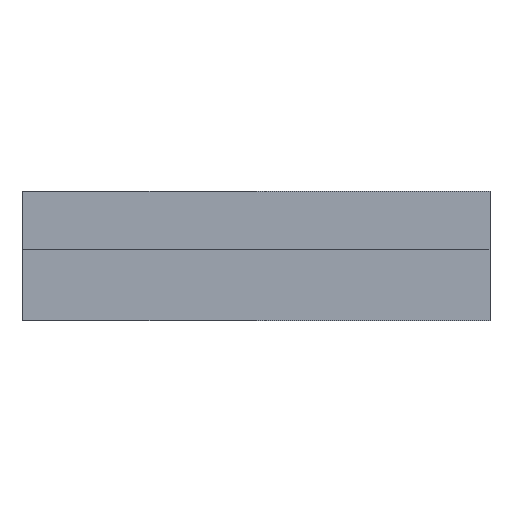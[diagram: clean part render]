
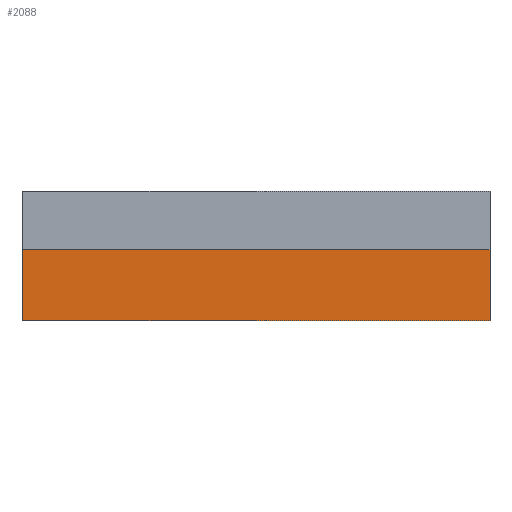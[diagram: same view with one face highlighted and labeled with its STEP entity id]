
A CAD part, front view. The second image highlights one B-rep face of the part: STEP entity #2088.
In plain terms, the highlighted planar face has unit normal (0, -1, 0).
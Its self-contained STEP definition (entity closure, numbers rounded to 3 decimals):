
#1893=CARTESIAN_POINT('',(-0.5,-0.5,8.));
#1894=VERTEX_POINT('',#1893);
#1901=CARTESIAN_POINT('',(55.5,-0.5,8.));
#1902=VERTEX_POINT('',#1901);
#1903=CARTESIAN_POINT('',(-0.5,-0.5,8.));
#1904=DIRECTION('',(1.,0.,-0.));
#1905=VECTOR('',#1904,56.);
#1906=LINE('',#1903,#1905);
#1907=EDGE_CURVE('',#1894,#1902,#1906,.T.);
#1962=CARTESIAN_POINT('',(55.5,-0.5,-0.5));
#1963=VERTEX_POINT('',#1962);
#2002=CARTESIAN_POINT('',(55.5,-0.5,8.));
#2003=DIRECTION('',(0.,0.,-1.));
#2004=VECTOR('',#2003,8.5);
#2005=LINE('',#2002,#2004);
#2006=EDGE_CURVE('',#1902,#1963,#2005,.T.);
#2065=CARTESIAN_POINT('',(0.,-0.5,2.));
#2066=DIRECTION('',(0.,1.,0.));
#2067=DIRECTION('',(0.,0.,1.));
#2068=AXIS2_PLACEMENT_3D('',#2065,#2066,#2067);
#2069=PLANE('',#2068);
#2070=CARTESIAN_POINT('',(-0.5,-0.5,-0.5));
#2071=VERTEX_POINT('',#2070);
#2072=CARTESIAN_POINT('',(-0.5,-0.5,-0.5));
#2073=DIRECTION('',(1.,0.,-0.));
#2074=VECTOR('',#2073,56.);
#2075=LINE('',#2072,#2074);
#2076=EDGE_CURVE('',#2071,#1963,#2075,.T.);
#2077=ORIENTED_EDGE('',*,*,#2076,.T.);
#2078=ORIENTED_EDGE('',*,*,#2006,.F.);
#2079=ORIENTED_EDGE('',*,*,#1907,.F.);
#2080=CARTESIAN_POINT('',(-0.5,-0.5,8.));
#2081=DIRECTION('',(0.,0.,-1.));
#2082=VECTOR('',#2081,8.5);
#2083=LINE('',#2080,#2082);
#2084=EDGE_CURVE('',#1894,#2071,#2083,.T.);
#2085=ORIENTED_EDGE('',*,*,#2084,.T.);
#2086=EDGE_LOOP('',(#2077,#2078,#2079,#2085));
#2087=FACE_BOUND('',#2086,.T.);
#2088=ADVANCED_FACE('',(#2087),#2069,.F.);
